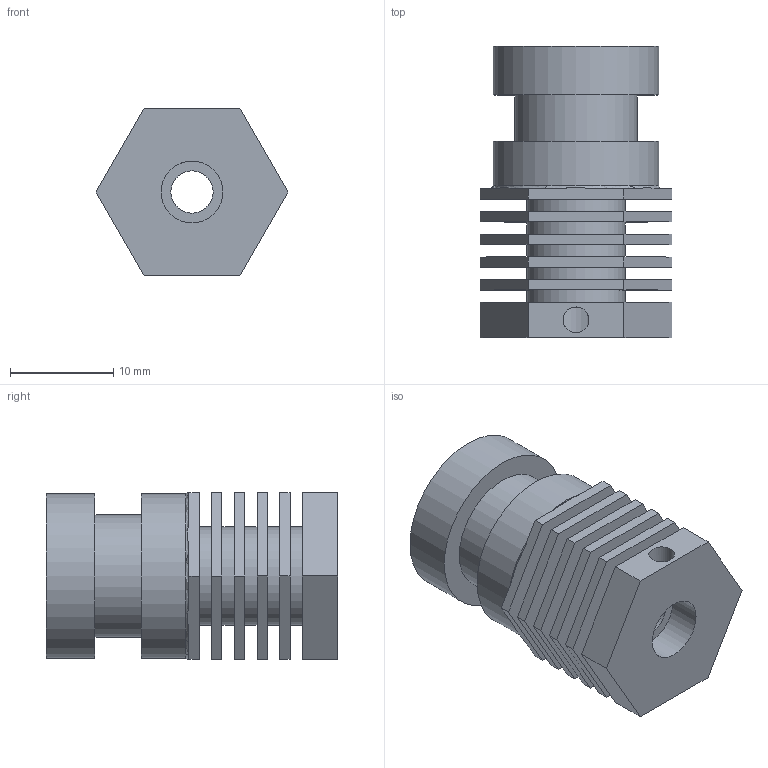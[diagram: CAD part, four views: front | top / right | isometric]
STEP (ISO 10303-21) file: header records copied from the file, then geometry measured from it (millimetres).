
FILE_DESCRIPTION(('FreeCAD Model'),'2;1');
FILE_NAME( 'Cooling_Block_3mm_short.step' ,'2015-10-12T11:32:12',('Author'),(''), 'Open CASCADE STEP processor 6.7','FreeCAD','Unknown');
FILE_SCHEMA(('AUTOMOTIVE_DESIGN_CC2 { 1 2 10303 214 -1 1 5 4 }'));
Length unit declared in the file: millimetre
Products named in the file (2): ASSEMBLY; Pocket001
Assembly tree (1 placements, depth 2):
  ASSEMBLY
    Pocket001
Bounding box: 18.59 x 28.2 x 16.1 mm (x, y, z)
Volume: 4167 mm3; surface area: 3852.7 mm2
Topology: 1 solids, 1 shells, 72 faces, 166 edges, 110 vertices
Faces by surface type: plane 58, cylinder 12, torus 1, cone 1
Full cylindrical faces by diameter (mm): 2.5 x1, 4.1 x1, 6 x2, 9.5 x5, 11.9 x1, 16 x2
Entity records: 9598 total; most frequent: CARTESIAN_POINT 6403, DIRECTION 501, ORIENTED_EDGE 332, PCURVE 332, DEFINITIONAL_REPRESENTATION 332, LINE 260, VECTOR 260, B_SPLINE_CURVE_WITH_KNOTS 177
